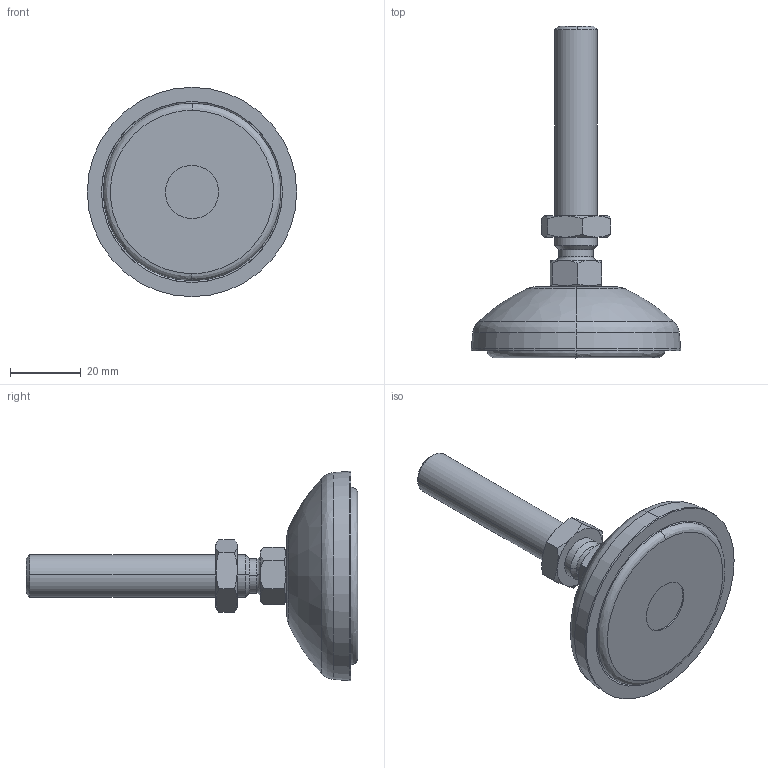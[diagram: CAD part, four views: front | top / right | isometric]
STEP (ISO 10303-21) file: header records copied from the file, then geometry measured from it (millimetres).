
FILE_DESCRIPTION (( 'STEP AP203' ), '1' );
FILE_NAME ('A60.00.60.04 Nylon swivel feet 60 - M12 x 66.STEP', '2018-09-28T13:17:07', ( '' ), ( '' ), 'SwSTEP 2.0', 'SolidWorks 2015', '' );
FILE_SCHEMA (( 'CONFIG_CONTROL_DESIGN' ));
Length unit declared in the file: inch
Products named in the file (2): A60.00.60.04 Nylon swivel feet 60 - M12 x 66
Bounding box: 59 x 93.5 x 59 mm (x, y, z)
Volume: 43843.5 mm3; surface area: 20112.4 mm2
Topology: 4 solids, 4 shells, 233 faces, 567 edges, 349 vertices
Faces by surface type: bspline 93, plane 59, cone 51, cylinder 30
Entity records: 10353 total; most frequent: CARTESIAN_POINT 5463, ORIENTED_EDGE 1126, DIRECTION 811, EDGE_CURVE 563, AXIS2_PLACEMENT_3D 355, VERTEX_POINT 349, EDGE_LOOP 246, B_SPLINE_CURVE_WITH_KNOTS 243
